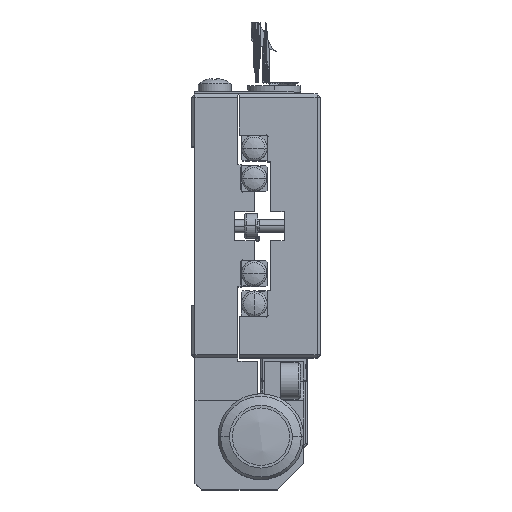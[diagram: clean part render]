
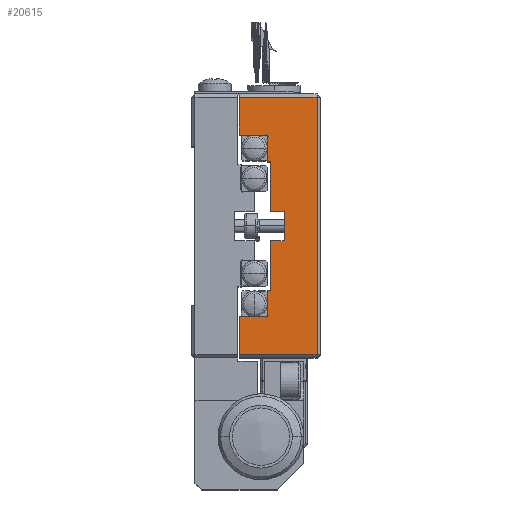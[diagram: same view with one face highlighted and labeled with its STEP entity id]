
A CAD part, top view. The second image highlights one B-rep face of the part: STEP entity #20615.
In plain terms, the highlighted planar face has unit normal (0, 0, -1).
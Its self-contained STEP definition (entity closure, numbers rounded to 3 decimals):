
#873 = DIRECTION ( 'NONE',  ( 1., 0., 0. ) ) ;
#1047 = EDGE_CURVE ( 'NONE', #19375, #24514, #32942, .T. ) ;
#1095 = VERTEX_POINT ( 'NONE', #8265 ) ;
#1219 = LINE ( 'NONE', #18770, #23376 ) ;
#1310 = VERTEX_POINT ( 'NONE', #1669 ) ;
#1321 = DIRECTION ( 'NONE',  ( 0., -1., 0. ) ) ;
#1669 = CARTESIAN_POINT ( 'NONE',  ( 11.5, 10.25, 40. ) ) ;
#1697 = DIRECTION ( 'NONE',  ( 0., -1., 0. ) ) ;
#1893 = EDGE_CURVE ( 'NONE', #18828, #1310, #26573, .T. ) ;
#1919 = EDGE_CURVE ( 'NONE', #1095, #16027, #19149, .T. ) ;
#2407 = VERTEX_POINT ( 'NONE', #14816 ) ;
#2540 = LINE ( 'NONE', #2713, #25235 ) ;
#2555 = VERTEX_POINT ( 'NONE', #27114 ) ;
#2713 = CARTESIAN_POINT ( 'NONE',  ( 11.5, 10.25, 40. ) ) ;
#2787 = VECTOR ( 'NONE', #29566, 1000. ) ;
#3315 = CARTESIAN_POINT ( 'NONE',  ( 19., 0.5, 40. ) ) ;
#3489 = ORIENTED_EDGE ( 'NONE', *, *, #1893, .F. ) ;
#3856 = ORIENTED_EDGE ( 'NONE', *, *, #8494, .F. ) ;
#4227 = LINE ( 'NONE', #6917, #24160 ) ;
#4577 = DIRECTION ( 'NONE',  ( -1., 0., 0. ) ) ;
#5375 = AXIS2_PLACEMENT_3D ( 'NONE', #32261, #23991, #873 ) ;
#5440 = ORIENTED_EDGE ( 'NONE', *, *, #11732, .F. ) ;
#6063 = CARTESIAN_POINT ( 'NONE',  ( 7.2, 34.104, 40. ) ) ;
#6169 = EDGE_CURVE ( 'NONE', #13828, #18828, #17063, .T. ) ;
#6373 = CARTESIAN_POINT ( 'NONE',  ( 11.468, 33.734, 40. ) ) ;
#6793 = EDGE_CURVE ( 'NONE', #1095, #29729, #28818, .T. ) ;
#6917 = CARTESIAN_POINT ( 'NONE',  ( 7.2, 34.104, 40. ) ) ;
#7114 = VERTEX_POINT ( 'NONE', #8015 ) ;
#7120 = DIRECTION ( 'NONE',  ( 1., 0., 0. ) ) ;
#8015 = CARTESIAN_POINT ( 'NONE',  ( 14., 17.75, 40. ) ) ;
#8199 = EDGE_CURVE ( 'NONE', #24205, #19375, #24702, .T. ) ;
#8265 = CARTESIAN_POINT ( 'NONE',  ( 19., 39.5, 40. ) ) ;
#8463 = DIRECTION ( 'NONE',  ( 0., -1., 0. ) ) ;
#8494 = EDGE_CURVE ( 'NONE', #21474, #15906, #17074, .T. ) ;
#8522 = CARTESIAN_POINT ( 'NONE',  ( 12., 34.104, 40. ) ) ;
#8902 = ORIENTED_EDGE ( 'NONE', *, *, #17626, .F. ) ;
#8957 = VECTOR ( 'NONE', #32596, 1000. ) ;
#9125 = CARTESIAN_POINT ( 'NONE',  ( 11.5, 17.75, 40. ) ) ;
#9333 = CARTESIAN_POINT ( 'NONE',  ( 11.146, 6.25, 40. ) ) ;
#9629 = DIRECTION ( 'NONE',  ( -1., 0., 0. ) ) ;
#9682 = VECTOR ( 'NONE', #7120, 1000. ) ;
#10147 = VECTOR ( 'NONE', #11855, 1000. ) ;
#11372 = CARTESIAN_POINT ( 'NONE',  ( 12., 10.25, 40. ) ) ;
#11539 = EDGE_CURVE ( 'NONE', #24514, #7114, #1219, .T. ) ;
#11732 = EDGE_CURVE ( 'NONE', #1310, #16382, #2540, .T. ) ;
#11855 = DIRECTION ( 'NONE',  ( 1., 0., 0. ) ) ;
#11886 = CARTESIAN_POINT ( 'NONE',  ( 7.2, 6.25, 40. ) ) ;
#11987 = LINE ( 'NONE', #32934, #8957 ) ;
#12217 = ORIENTED_EDGE ( 'NONE', *, *, #23062, .F. ) ;
#12323 = DIRECTION ( 'NONE',  ( 1., 0., 0. ) ) ;
#12808 = CARTESIAN_POINT ( 'NONE',  ( 12., 29.75, 40. ) ) ;
#12975 = LINE ( 'NONE', #12808, #17590 ) ;
#13551 = ORIENTED_EDGE ( 'NONE', *, *, #1047, .F. ) ;
#13590 = VECTOR ( 'NONE', #23576, 1000. ) ;
#13828 = VERTEX_POINT ( 'NONE', #22092 ) ;
#14633 = CARTESIAN_POINT ( 'NONE',  ( 7.2, 39.5, 40. ) ) ;
#14816 = CARTESIAN_POINT ( 'NONE',  ( 7.2, 0.5, 40. ) ) ;
#15906 = VERTEX_POINT ( 'NONE', #6373 ) ;
#16027 = VERTEX_POINT ( 'NONE', #14633 ) ;
#16231 = PLANE ( 'NONE',  #5375 ) ;
#16382 = VERTEX_POINT ( 'NONE', #21313 ) ;
#16561 = EDGE_CURVE ( 'NONE', #2407, #29729, #19470, .T. ) ;
#16587 = EDGE_CURVE ( 'NONE', #16382, #25906, #27215, .T. ) ;
#17063 = LINE ( 'NONE', #19269, #2787 ) ;
#17074 = LINE ( 'NONE', #17249, #9682 ) ;
#17088 = CARTESIAN_POINT ( 'NONE',  ( 11.5, 0.5, 40. ) ) ;
#17249 = CARTESIAN_POINT ( 'NONE',  ( 11.146, 33.75, 40. ) ) ;
#17590 = VECTOR ( 'NONE', #20433, 1000. ) ;
#17626 = EDGE_CURVE ( 'NONE', #7114, #13828, #24482, .T. ) ;
#18064 = CARTESIAN_POINT ( 'NONE',  ( 11.5, 22.25, 40. ) ) ;
#18295 = ORIENTED_EDGE ( 'NONE', *, *, #6169, .F. ) ;
#18710 = EDGE_CURVE ( 'NONE', #16027, #21474, #4227, .T. ) ;
#18770 = CARTESIAN_POINT ( 'NONE',  ( 14., 34.104, 40. ) ) ;
#18828 = VERTEX_POINT ( 'NONE', #29895 ) ;
#18842 = VECTOR ( 'NONE', #27080, 1000. ) ;
#19103 = FACE_OUTER_BOUND ( 'NONE', #21211, .T. ) ;
#19149 = LINE ( 'NONE', #29444, #21709 ) ;
#19269 = CARTESIAN_POINT ( 'NONE',  ( 12., 34.104, 40. ) ) ;
#19375 = VERTEX_POINT ( 'NONE', #20961 ) ;
#19384 = ORIENTED_EDGE ( 'NONE', *, *, #11539, .F. ) ;
#19470 = LINE ( 'NONE', #17088, #10147 ) ;
#19634 = DIRECTION ( 'NONE',  ( -1., 0., 0. ) ) ;
#19711 = ORIENTED_EDGE ( 'NONE', *, *, #29186, .F. ) ;
#20403 = VECTOR ( 'NONE', #19634, 1000. ) ;
#20433 = DIRECTION ( 'NONE',  ( 1., 0., 0. ) ) ;
#20615 = ADVANCED_FACE ( 'NONE', ( #19103 ), #16231, .F. ) ;
#20961 = CARTESIAN_POINT ( 'NONE',  ( 12., 22.25, 40. ) ) ;
#21108 = ORIENTED_EDGE ( 'NONE', *, *, #1919, .F. ) ;
#21121 = VECTOR ( 'NONE', #1321, 1000. ) ;
#21211 = EDGE_LOOP ( 'NONE', ( #19711, #3856, #31005, #21108, #24070, #21805, #12217, #31048, #5440, #3489, #18295, #8902, #19384, #13551, #25212, #30953 ) ) ;
#21313 = CARTESIAN_POINT ( 'NONE',  ( 11.468, 6.266, 40. ) ) ;
#21405 = VECTOR ( 'NONE', #4577, 1000. ) ;
#21474 = VERTEX_POINT ( 'NONE', #32456 ) ;
#21709 = VECTOR ( 'NONE', #32141, 1000. ) ;
#21805 = ORIENTED_EDGE ( 'NONE', *, *, #16561, .F. ) ;
#22092 = CARTESIAN_POINT ( 'NONE',  ( 12., 17.75, 40. ) ) ;
#23062 = EDGE_CURVE ( 'NONE', #25906, #2407, #27134, .T. ) ;
#23376 = VECTOR ( 'NONE', #8463, 1000. ) ;
#23576 = DIRECTION ( 'NONE',  ( 0., -1., 0. ) ) ;
#23740 = CARTESIAN_POINT ( 'NONE',  ( 12., 29.75, 40. ) ) ;
#23991 = DIRECTION ( 'NONE',  ( 0., 0., 1. ) ) ;
#24070 = ORIENTED_EDGE ( 'NONE', *, *, #6793, .T. ) ;
#24160 = VECTOR ( 'NONE', #1697, 1000. ) ;
#24205 = VERTEX_POINT ( 'NONE', #23740 ) ;
#24482 = LINE ( 'NONE', #9125, #21405 ) ;
#24514 = VERTEX_POINT ( 'NONE', #26619 ) ;
#24702 = LINE ( 'NONE', #8522, #18842 ) ;
#25212 = ORIENTED_EDGE ( 'NONE', *, *, #8199, .F. ) ;
#25235 = VECTOR ( 'NONE', #30571, 1000. ) ;
#25608 = VECTOR ( 'NONE', #12323, 1000. ) ;
#25906 = VERTEX_POINT ( 'NONE', #11886 ) ;
#25947 = CARTESIAN_POINT ( 'NONE',  ( 19., 34.104, 40. ) ) ;
#26573 = LINE ( 'NONE', #11372, #30882 ) ;
#26619 = CARTESIAN_POINT ( 'NONE',  ( 14., 22.25, 40. ) ) ;
#27080 = DIRECTION ( 'NONE',  ( 0., -1., 0. ) ) ;
#27114 = CARTESIAN_POINT ( 'NONE',  ( 11.5, 29.75, 40. ) ) ;
#27134 = LINE ( 'NONE', #6063, #21121 ) ;
#27215 = LINE ( 'NONE', #9333, #20403 ) ;
#28818 = LINE ( 'NONE', #25947, #13590 ) ;
#29186 = EDGE_CURVE ( 'NONE', #15906, #2555, #11987, .T. ) ;
#29288 = EDGE_CURVE ( 'NONE', #2555, #24205, #12975, .T. ) ;
#29444 = CARTESIAN_POINT ( 'NONE',  ( 11.5, 39.5, 40. ) ) ;
#29566 = DIRECTION ( 'NONE',  ( 0., -1., 0. ) ) ;
#29729 = VERTEX_POINT ( 'NONE', #3315 ) ;
#29895 = CARTESIAN_POINT ( 'NONE',  ( 12., 10.25, 40. ) ) ;
#30571 = DIRECTION ( 'NONE',  ( -0.008, -1., 0. ) ) ;
#30882 = VECTOR ( 'NONE', #9629, 1000. ) ;
#30953 = ORIENTED_EDGE ( 'NONE', *, *, #29288, .F. ) ;
#31005 = ORIENTED_EDGE ( 'NONE', *, *, #18710, .F. ) ;
#31048 = ORIENTED_EDGE ( 'NONE', *, *, #16587, .F. ) ;
#32141 = DIRECTION ( 'NONE',  ( -1., 0., 0. ) ) ;
#32261 = CARTESIAN_POINT ( 'NONE',  ( 11.5, 34.104, 40. ) ) ;
#32456 = CARTESIAN_POINT ( 'NONE',  ( 7.2, 33.75, 40. ) ) ;
#32596 = DIRECTION ( 'NONE',  ( 0.008, -1., 0. ) ) ;
#32934 = CARTESIAN_POINT ( 'NONE',  ( 11.468, 33.718, 40. ) ) ;
#32942 = LINE ( 'NONE', #18064, #25608 ) ;
